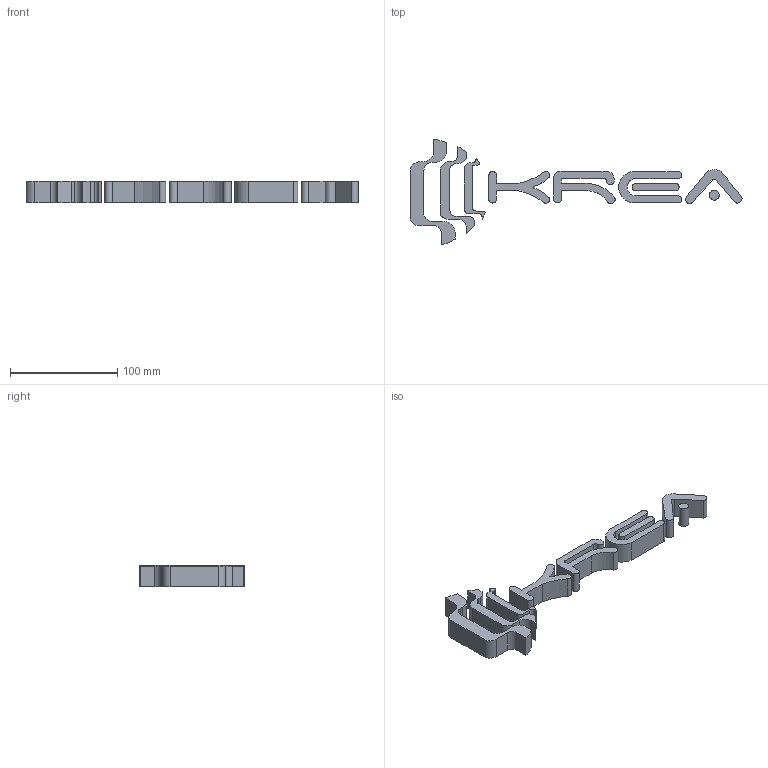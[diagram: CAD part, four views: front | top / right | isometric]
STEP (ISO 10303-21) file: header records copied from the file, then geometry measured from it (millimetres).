
FILE_DESCRIPTION (( 'STEP AP203' ), '1' );
FILE_NAME ('KREA LOGO 3D.STEP', '2025-11-07T14:56:43', ( '' ), ( '' ), 'SwSTEP 2.0', 'SolidWorks 2023', '' );
FILE_SCHEMA (( 'CONFIG_CONTROL_DESIGN' ));
Length unit declared in the file: millimetre
Products named in the file (1): KREA LOGO 3D
Bounding box: 309.58 x 98.8 x 20 mm (x, y, z)
Volume: 40843.5 mm3; surface area: 74395.3 mm2
Topology: 9 solids, 9 shells, 260 faces, 702 edges, 468 vertices
Faces by surface type: cylinder 127, plane 123, bspline 10
Entity records: 8361 total; most frequent: CARTESIAN_POINT 1561, DIRECTION 1438, ORIENTED_EDGE 1404, EDGE_CURVE 702, AXIS2_PLACEMENT_3D 505, VERTEX_POINT 468, LINE 428, VECTOR 428
